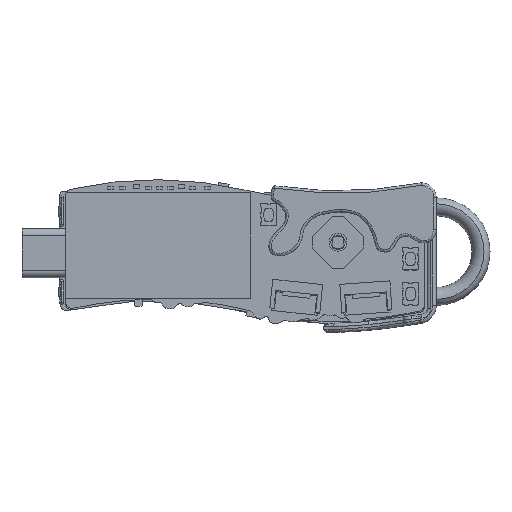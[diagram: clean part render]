
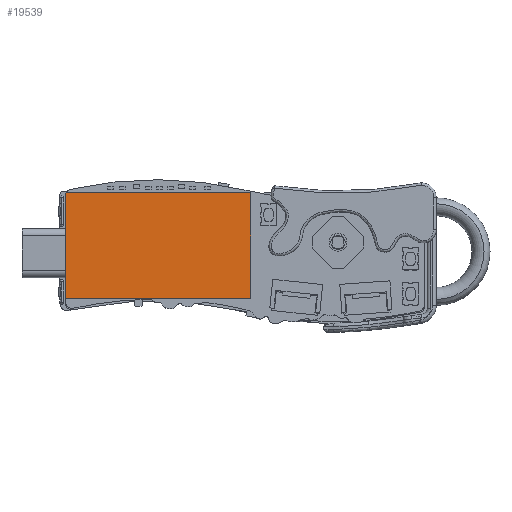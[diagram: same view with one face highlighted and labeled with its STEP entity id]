
A CAD part, top view. The second image highlights one B-rep face of the part: STEP entity #19539.
In plain terms, the highlighted planar face has unit normal (0, 0, 1).
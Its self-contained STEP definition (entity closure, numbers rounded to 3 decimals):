
#914=CIRCLE('',#20980,1.001);
#1977=FACE_OUTER_BOUND('',#3208,.T.);
#3208=EDGE_LOOP('',(#17207,#17208,#17209,#17210,#17211));
#5425=LINE('',#31370,#7616);
#5427=LINE('',#31374,#7618);
#5429=LINE('',#31378,#7620);
#5431=LINE('',#31382,#7622);
#7616=VECTOR('',#25869,10.);
#7618=VECTOR('',#25873,10.);
#7620=VECTOR('',#25877,10.);
#7622=VECTOR('',#25881,10.);
#9344=VERTEX_POINT('',#31367);
#9345=VERTEX_POINT('',#31369);
#9346=VERTEX_POINT('',#31373);
#9347=VERTEX_POINT('',#31377);
#9348=VERTEX_POINT('',#31381);
#11981=EDGE_CURVE('',#9345,#9344,#5425,.T.);
#11983=EDGE_CURVE('',#9346,#9345,#5427,.T.);
#11985=EDGE_CURVE('',#9347,#9346,#5429,.T.);
#11987=EDGE_CURVE('',#9348,#9347,#5431,.T.);
#11989=EDGE_CURVE('',#9344,#9348,#914,.T.);
#17207=ORIENTED_EDGE('',*,*,#11989,.T.);
#17208=ORIENTED_EDGE('',*,*,#11987,.T.);
#17209=ORIENTED_EDGE('',*,*,#11985,.T.);
#17210=ORIENTED_EDGE('',*,*,#11983,.T.);
#17211=ORIENTED_EDGE('',*,*,#11981,.T.);
#18570=PLANE('',#20981);
#19539=ADVANCED_FACE('',(#1977),#18570,.T.);
#20980=AXIS2_PLACEMENT_3D('',#31385,#25885,#25886);
#20981=AXIS2_PLACEMENT_3D('',#31386,#25887,#25888);
#25869=DIRECTION('',(-1.,0.,0.));
#25873=DIRECTION('',(0.,1.,0.));
#25877=DIRECTION('',(1.,0.,0.));
#25881=DIRECTION('',(0.,-1.,0.));
#25885=DIRECTION('center_axis',(0.,0.,1.));
#25886=DIRECTION('ref_axis',(-0.221,0.975,0.));
#25887=DIRECTION('center_axis',(0.,0.,1.));
#25888=DIRECTION('ref_axis',(-1.,0.,0.));
#31367=CARTESIAN_POINT('',(-29.911,9.85,9.5));
#31369=CARTESIAN_POINT('',(1.,9.85,9.5));
#31370=CARTESIAN_POINT('',(-30.,9.85,9.5));
#31373=CARTESIAN_POINT('',(1.,-7.85,9.5));
#31374=CARTESIAN_POINT('',(1.,9.85,9.5));
#31377=CARTESIAN_POINT('',(-30.,-7.85,9.5));
#31378=CARTESIAN_POINT('',(1.,-7.85,9.5));
#31381=CARTESIAN_POINT('',(-30.,9.437,9.5));
#31382=CARTESIAN_POINT('',(-30.,9.437,9.5));
#31385=CARTESIAN_POINT('Origin',(-29.,9.436,9.5));
#31386=CARTESIAN_POINT('Origin',(-0.468,0.275,9.5));
